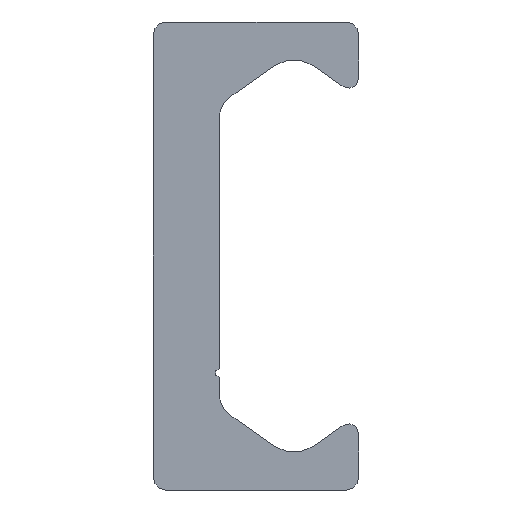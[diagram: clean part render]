
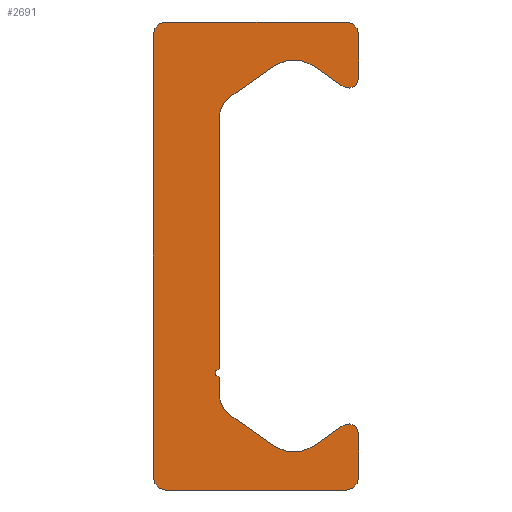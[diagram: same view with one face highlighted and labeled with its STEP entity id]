
A CAD part, left-side view. The second image highlights one B-rep face of the part: STEP entity #2691.
In plain terms, the highlighted planar face has unit normal (-1, 0, 0).
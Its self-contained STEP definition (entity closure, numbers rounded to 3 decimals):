
#1764=CARTESIAN_POINT('',(0.0,5.4,-14.));
#1765=VERTEX_POINT('',#1764);
#1772=CARTESIAN_POINT('',(0.0,6.15,-13.25));
#1773=VERTEX_POINT('',#1772);
#1774=CARTESIAN_POINT('',(0.0,5.4,-13.25));
#1775=DIRECTION('',(1.0,0.0,0.0));
#1776=DIRECTION('',(0.0,0.0,-1.0));
#1777=AXIS2_PLACEMENT_3D('',#1774,#1775,#1776);
#1778=CIRCLE('',#1777,0.75);
#1779=EDGE_CURVE('',#1765,#1773,#1778,.T.);
#1803=CARTESIAN_POINT('',(0.0,-5.4,-14.));
#1804=VERTEX_POINT('',#1803);
#1811=CARTESIAN_POINT('',(0.0,-5.4,-14.));
#1812=DIRECTION('',(0.0,1.0,0.0));
#1813=VECTOR('',#1812,10.8);
#1814=LINE('',#1811,#1813);
#1815=EDGE_CURVE('',#1804,#1765,#1814,.T.);
#1835=CARTESIAN_POINT('',(0.0,-6.15,-13.25));
#1836=VERTEX_POINT('',#1835);
#1843=CARTESIAN_POINT('',(0.0,-5.4,-13.25));
#1844=DIRECTION('',(1.0,0.0,0.0));
#1845=DIRECTION('',(0.0,-1.0,0.0));
#1846=AXIS2_PLACEMENT_3D('',#1843,#1844,#1845);
#1847=CIRCLE('',#1846,0.75);
#1848=EDGE_CURVE('',#1836,#1804,#1847,.T.);
#1867=CARTESIAN_POINT('',(0.0,-6.15,-10.63));
#1868=VERTEX_POINT('',#1867);
#1875=CARTESIAN_POINT('',(0.0,-6.15,-10.63));
#1876=DIRECTION('',(0.0,0.0,-1.0));
#1877=VECTOR('',#1876,2.62);
#1878=LINE('',#1875,#1877);
#1879=EDGE_CURVE('',#1868,#1836,#1878,.T.);
#1899=CARTESIAN_POINT('',(0.0,-5.206,-10.139));
#1900=VERTEX_POINT('',#1899);
#1907=CARTESIAN_POINT('',(0.0,-5.55,-10.63));
#1908=DIRECTION('',(1.0,0.0,0.0));
#1909=DIRECTION('',(0.0,0.574,0.819));
#1910=AXIS2_PLACEMENT_3D('',#1907,#1908,#1909);
#1911=CIRCLE('',#1910,0.6);
#1912=EDGE_CURVE('',#1900,#1868,#1911,.T.);
#1931=CARTESIAN_POINT('',(0.0,-3.417,-11.391));
#1932=VERTEX_POINT('',#1931);
#1939=CARTESIAN_POINT('',(0.0,-3.417,-11.391));
#1940=DIRECTION('',(0.0,-0.819,0.574));
#1941=VECTOR('',#1940,2.184);
#1942=LINE('',#1939,#1941);
#1943=EDGE_CURVE('',#1932,#1900,#1942,.T.);
#1963=CARTESIAN_POINT('',(0.0,-1.123,-11.391));
#1964=VERTEX_POINT('',#1963);
#1971=CARTESIAN_POINT('',(0.0,-2.27,-9.753));
#1972=DIRECTION('',(-1.0,0.0,0.0));
#1973=DIRECTION('',(0.0,0.574,0.819));
#1974=AXIS2_PLACEMENT_3D('',#1971,#1972,#1973);
#1975=CIRCLE('',#1974,2.0);
#1976=EDGE_CURVE('',#1964,#1932,#1975,.T.);
#1995=CARTESIAN_POINT('',(0.0,1.56,-9.512));
#1996=VERTEX_POINT('',#1995);
#2003=CARTESIAN_POINT('',(0.0,1.56,-9.512));
#2004=DIRECTION('',(0.0,-0.819,-0.574));
#2005=VECTOR('',#2004,3.276);
#2006=LINE('',#2003,#2005);
#2007=EDGE_CURVE('',#1996,#1964,#2006,.T.);
#2027=CARTESIAN_POINT('',(0.0,2.2,-8.283));
#2028=VERTEX_POINT('',#2027);
#2035=CARTESIAN_POINT('',(0.0,0.7,-8.283));
#2036=DIRECTION('',(-1.0,0.0,0.0));
#2037=DIRECTION('',(0.0,-0.574,0.819));
#2038=AXIS2_PLACEMENT_3D('',#2035,#2036,#2037);
#2039=CIRCLE('',#2038,1.5);
#2040=EDGE_CURVE('',#2028,#1996,#2039,.T.);
#2059=CARTESIAN_POINT('',(0.0,2.2,-7.25));
#2060=VERTEX_POINT('',#2059);
#2067=CARTESIAN_POINT('',(0.0,2.2,-7.25));
#2068=DIRECTION('',(0.0,0.0,-1.0));
#2069=VECTOR('',#2068,1.033);
#2070=LINE('',#2067,#2069);
#2071=EDGE_CURVE('',#2060,#2028,#2070,.T.);
#2091=CARTESIAN_POINT('',(0.0,2.2,-6.75));
#2092=VERTEX_POINT('',#2091);
#2099=CARTESIAN_POINT('',(0.0,2.2,-7.));
#2100=DIRECTION('',(-1.0,0.0,0.0));
#2101=DIRECTION('',(0.0,0.0,1.0));
#2102=AXIS2_PLACEMENT_3D('',#2099,#2100,#2101);
#2103=CIRCLE('',#2102,0.25);
#2104=EDGE_CURVE('',#2092,#2060,#2103,.T.);
#2123=CARTESIAN_POINT('',(0.0,2.2,8.283));
#2124=VERTEX_POINT('',#2123);
#2131=CARTESIAN_POINT('',(0.0,2.2,8.283));
#2132=DIRECTION('',(0.0,0.0,-1.0));
#2133=VECTOR('',#2132,15.033);
#2134=LINE('',#2131,#2133);
#2135=EDGE_CURVE('',#2124,#2092,#2134,.T.);
#2260=CARTESIAN_POINT('',(0.0,1.56,9.512));
#2261=VERTEX_POINT('',#2260);
#2268=CARTESIAN_POINT('',(0.0,0.7,8.283));
#2269=DIRECTION('',(-1.0,0.0,0.0));
#2270=DIRECTION('',(0.0,-1.0,0.0));
#2271=AXIS2_PLACEMENT_3D('',#2268,#2269,#2270);
#2272=CIRCLE('',#2271,1.5);
#2273=EDGE_CURVE('',#2261,#2124,#2272,.T.);
#2292=CARTESIAN_POINT('',(0.0,-1.123,11.391));
#2293=VERTEX_POINT('',#2292);
#2300=CARTESIAN_POINT('',(0.0,-1.123,11.391));
#2301=DIRECTION('',(0.0,0.819,-0.574));
#2302=VECTOR('',#2301,3.276);
#2303=LINE('',#2300,#2302);
#2304=EDGE_CURVE('',#2293,#2261,#2303,.T.);
#2324=CARTESIAN_POINT('',(0.0,-3.417,11.391));
#2325=VERTEX_POINT('',#2324);
#2332=CARTESIAN_POINT('',(0.0,-2.27,9.753));
#2333=DIRECTION('',(-1.0,0.0,0.0));
#2334=DIRECTION('',(0.0,-0.574,-0.819));
#2335=AXIS2_PLACEMENT_3D('',#2332,#2333,#2334);
#2336=CIRCLE('',#2335,2.0);
#2337=EDGE_CURVE('',#2325,#2293,#2336,.T.);
#2356=CARTESIAN_POINT('',(0.0,-5.206,10.139));
#2357=VERTEX_POINT('',#2356);
#2364=CARTESIAN_POINT('',(0.0,-5.206,10.139));
#2365=DIRECTION('',(0.0,0.819,0.574));
#2366=VECTOR('',#2365,2.184);
#2367=LINE('',#2364,#2366);
#2368=EDGE_CURVE('',#2357,#2325,#2367,.T.);
#2388=CARTESIAN_POINT('',(0.0,-6.15,10.63));
#2389=VERTEX_POINT('',#2388);
#2396=CARTESIAN_POINT('',(0.0,-5.55,10.63));
#2397=DIRECTION('',(1.0,0.0,0.0));
#2398=DIRECTION('',(0.0,-1.0,0.0));
#2399=AXIS2_PLACEMENT_3D('',#2396,#2397,#2398);
#2400=CIRCLE('',#2399,0.6);
#2401=EDGE_CURVE('',#2389,#2357,#2400,.T.);
#2420=CARTESIAN_POINT('',(0.0,-6.15,13.25));
#2421=VERTEX_POINT('',#2420);
#2428=CARTESIAN_POINT('',(0.0,-6.15,13.25));
#2429=DIRECTION('',(0.0,0.0,-1.0));
#2430=VECTOR('',#2429,2.62);
#2431=LINE('',#2428,#2430);
#2432=EDGE_CURVE('',#2421,#2389,#2431,.T.);
#2452=CARTESIAN_POINT('',(0.0,-5.4,14.));
#2453=VERTEX_POINT('',#2452);
#2460=CARTESIAN_POINT('',(0.0,-5.4,13.25));
#2461=DIRECTION('',(1.0,0.0,0.0));
#2462=DIRECTION('',(0.0,0.0,1.0));
#2463=AXIS2_PLACEMENT_3D('',#2460,#2461,#2462);
#2464=CIRCLE('',#2463,0.75);
#2465=EDGE_CURVE('',#2453,#2421,#2464,.T.);
#2484=CARTESIAN_POINT('',(0.0,5.4,14.));
#2485=VERTEX_POINT('',#2484);
#2492=CARTESIAN_POINT('',(0.0,5.4,14.));
#2493=DIRECTION('',(0.0,-1.0,0.0));
#2494=VECTOR('',#2493,10.8);
#2495=LINE('',#2492,#2494);
#2496=EDGE_CURVE('',#2485,#2453,#2495,.T.);
#2516=CARTESIAN_POINT('',(0.0,6.15,13.25));
#2517=VERTEX_POINT('',#2516);
#2524=CARTESIAN_POINT('',(0.0,5.4,13.25));
#2525=DIRECTION('',(1.0,0.0,0.0));
#2526=DIRECTION('',(0.0,1.0,0.0));
#2527=AXIS2_PLACEMENT_3D('',#2524,#2525,#2526);
#2528=CIRCLE('',#2527,0.75);
#2529=EDGE_CURVE('',#2517,#2485,#2528,.T.);
#2547=CARTESIAN_POINT('',(0.0,6.15,-13.25));
#2548=DIRECTION('',(0.0,0.0,1.0));
#2549=VECTOR('',#2548,26.5);
#2550=LINE('',#2547,#2549);
#2551=EDGE_CURVE('',#1773,#2517,#2550,.T.);
#2662=CARTESIAN_POINT('',(0.0,1.352,-0.021));
#2663=DIRECTION('',(1.0,0.0,0.0));
#2664=DIRECTION('',(0.0,0.0,-1.0));
#2665=AXIS2_PLACEMENT_3D('',#2662,#2663,#2664);
#2666=PLANE('',#2665);
#2667=ORIENTED_EDGE('',*,*,#2551,.F.);
#2668=ORIENTED_EDGE('',*,*,#1779,.F.);
#2669=ORIENTED_EDGE('',*,*,#1815,.F.);
#2670=ORIENTED_EDGE('',*,*,#1848,.F.);
#2671=ORIENTED_EDGE('',*,*,#1879,.F.);
#2672=ORIENTED_EDGE('',*,*,#1912,.F.);
#2673=ORIENTED_EDGE('',*,*,#1943,.F.);
#2674=ORIENTED_EDGE('',*,*,#1976,.F.);
#2675=ORIENTED_EDGE('',*,*,#2007,.F.);
#2676=ORIENTED_EDGE('',*,*,#2040,.F.);
#2677=ORIENTED_EDGE('',*,*,#2071,.F.);
#2678=ORIENTED_EDGE('',*,*,#2104,.F.);
#2679=ORIENTED_EDGE('',*,*,#2135,.F.);
#2680=ORIENTED_EDGE('',*,*,#2273,.F.);
#2681=ORIENTED_EDGE('',*,*,#2304,.F.);
#2682=ORIENTED_EDGE('',*,*,#2337,.F.);
#2683=ORIENTED_EDGE('',*,*,#2368,.F.);
#2684=ORIENTED_EDGE('',*,*,#2401,.F.);
#2685=ORIENTED_EDGE('',*,*,#2432,.F.);
#2686=ORIENTED_EDGE('',*,*,#2465,.F.);
#2687=ORIENTED_EDGE('',*,*,#2496,.F.);
#2688=ORIENTED_EDGE('',*,*,#2529,.F.);
#2689=EDGE_LOOP('',(#2667,#2668,#2669,#2670,#2671,#2672,#2673,#2674,#2675,#2676,#2677,#2678,#2679,#2680,#2681,#2682,#2683,#2684,#2685,#2686,#2687,#2688));
#2690=FACE_OUTER_BOUND('',#2689,.T.);
#2691=ADVANCED_FACE('',(#2690),#2666,.F.);
